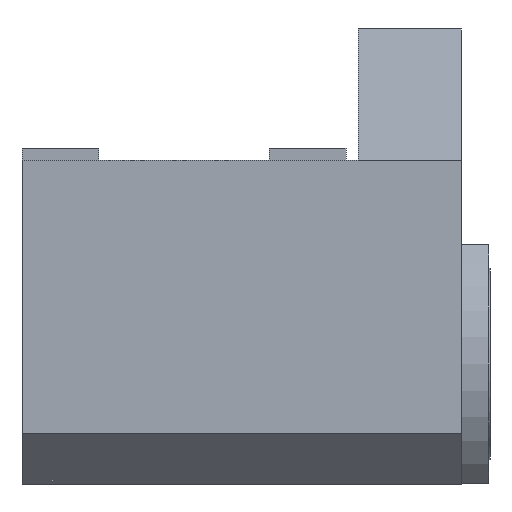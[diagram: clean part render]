
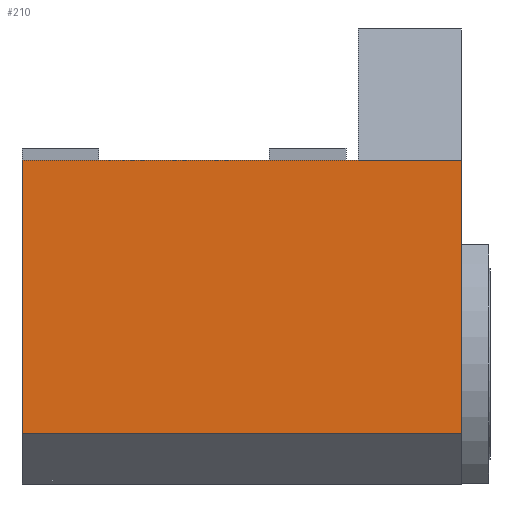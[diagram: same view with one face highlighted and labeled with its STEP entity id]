
A CAD part, front view. The second image highlights one B-rep face of the part: STEP entity #210.
In plain terms, the highlighted planar face has unit normal (0, -1, 0).
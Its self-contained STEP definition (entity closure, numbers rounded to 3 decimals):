
#47=FACE_OUTER_BOUND('',#296,.T.);
#77=LINE('',#996,#143);
#78=LINE('',#999,#144);
#79=LINE('',#1001,#145);
#80=LINE('',#1003,#146);
#81=LINE('',#1005,#147);
#143=VECTOR('',#804,1.);
#144=VECTOR('',#805,1.);
#145=VECTOR('',#806,1.);
#146=VECTOR('',#807,1.);
#147=VECTOR('',#808,1.);
#210=ADVANCED_FACE('',(#47),#249,.F.);
#249=PLANE('',#728);
#296=EDGE_LOOP('',(#349,#350,#351,#352,#353));
#349=ORIENTED_EDGE('',*,*,#585,.T.);
#350=ORIENTED_EDGE('',*,*,#586,.T.);
#351=ORIENTED_EDGE('',*,*,#587,.F.);
#352=ORIENTED_EDGE('',*,*,#588,.F.);
#353=ORIENTED_EDGE('',*,*,#589,.F.);
#525=VERTEX_POINT('',#997);
#526=VERTEX_POINT('',#998);
#527=VERTEX_POINT('',#1000);
#528=VERTEX_POINT('',#1002);
#529=VERTEX_POINT('',#1004);
#585=EDGE_CURVE('',#525,#526,#77,.T.);
#586=EDGE_CURVE('',#526,#527,#78,.T.);
#587=EDGE_CURVE('',#528,#527,#79,.T.);
#588=EDGE_CURVE('',#529,#528,#80,.T.);
#589=EDGE_CURVE('',#525,#529,#81,.T.);
#728=AXIS2_PLACEMENT_3D('',#1006,#809,#810);
#804=DIRECTION('',(1.,0.,0.));
#805=DIRECTION('',(0.,0.,1.));
#806=DIRECTION('',(1.,0.,0.));
#807=DIRECTION('',(1.,0.,0.));
#808=DIRECTION('',(0.,0.,1.));
#809=DIRECTION('',(0.,1.,0.));
#810=DIRECTION('',(0.,0.,1.));
#996=CARTESIAN_POINT('',(-140.,-67.5,-114.));
#997=CARTESIAN_POINT('',(-140.,-67.5,-114.));
#998=CARTESIAN_POINT('',(43.,-67.5,-114.));
#999=CARTESIAN_POINT('',(43.,-67.5,-114.));
#1000=CARTESIAN_POINT('',(43.,-67.5,0.));
#1001=CARTESIAN_POINT('',(-140.,-67.5,0.));
#1002=CARTESIAN_POINT('',(0.,-67.5,0.));
#1003=CARTESIAN_POINT('',(-140.,-67.5,0.));
#1004=CARTESIAN_POINT('',(-140.,-67.5,0.));
#1005=CARTESIAN_POINT('',(-140.,-67.5,-114.));
#1006=CARTESIAN_POINT('',(-140.,-67.5,-114.));
